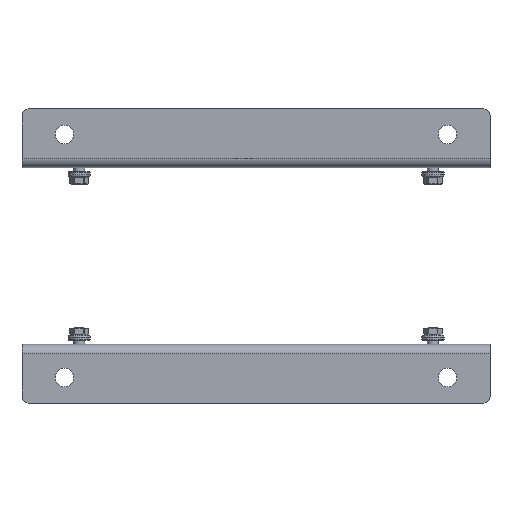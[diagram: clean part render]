
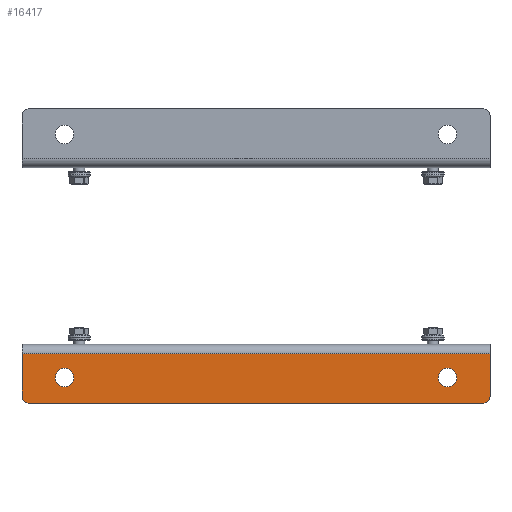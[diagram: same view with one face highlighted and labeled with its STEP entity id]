
A CAD part, top view. The second image highlights one B-rep face of the part: STEP entity #16417.
In plain terms, the highlighted planar face has unit normal (0, 0, 1).
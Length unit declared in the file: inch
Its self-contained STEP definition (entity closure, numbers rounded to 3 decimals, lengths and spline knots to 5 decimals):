
#117 = CARTESIAN_POINT ( 'NONE',  ( 0., -1.81324, -1.68976 ) ) ;
#210 = DIRECTION ( 'NONE',  ( -1., 0., 0. ) ) ;
#577 = ORIENTED_EDGE ( 'NONE', *, *, #2394, .F. ) ;
#643 = VERTEX_POINT ( 'NONE', #10372 ) ;
#732 = CARTESIAN_POINT ( 'NONE',  ( 1.7525, -0.93824, -1.68976 ) ) ;
#1394 = ORIENTED_EDGE ( 'NONE', *, *, #2870, .F. ) ;
#1537 = VECTOR ( 'NONE', #21343, 39.37008 ) ;
#2394 = EDGE_CURVE ( 'NONE', #19883, #13198, #13448, .T. ) ;
#2481 = LINE ( 'NONE', #4228, #16789 ) ;
#2754 = DIRECTION ( 'NONE',  ( -1., 0., 0. ) ) ;
#2870 = EDGE_CURVE ( 'NONE', #18779, #643, #14146, .T. ) ;
#4205 = ORIENTED_EDGE ( 'NONE', *, *, #13942, .F. ) ;
#4228 = CARTESIAN_POINT ( 'NONE',  ( 0., -1.81324, -1.68976 ) ) ;
#4575 = EDGE_CURVE ( 'NONE', #643, #5440, #2481, .T. ) ;
#5151 = ORIENTED_EDGE ( 'NONE', *, *, #7914, .F. ) ;
#5440 = VERTEX_POINT ( 'NONE', #16699 ) ;
#5976 = AXIS2_PLACEMENT_3D ( 'NONE', #15313, #21062, #210 ) ;
#6758 = VECTOR ( 'NONE', #6901, 39.37008 ) ;
#6839 = EDGE_CURVE ( 'NONE', #5440, #19883, #16291, .T. ) ;
#6901 = DIRECTION ( 'NONE',  ( 1., 0., 0. ) ) ;
#7033 = ORIENTED_EDGE ( 'NONE', *, *, #6839, .F. ) ;
#7914 = EDGE_CURVE ( 'NONE', #11944, #11944, #17369, .T. ) ;
#9419 = CARTESIAN_POINT ( 'NONE',  ( 0., -0.13, -1.68976 ) ) ;
#9757 = AXIS2_PLACEMENT_3D ( 'NONE', #14042, #23445, #15692 ) ;
#9813 = DIRECTION ( 'NONE',  ( 0., 1., 0. ) ) ;
#10000 = CARTESIAN_POINT ( 'NONE',  ( 0., -0.13, -1.68976 ) ) ;
#10372 = CARTESIAN_POINT ( 'NONE',  ( 15.625, -1.81324, -1.68976 ) ) ;
#10543 = AXIS2_PLACEMENT_3D ( 'NONE', #23382, #23842, #2754 ) ;
#10967 = CARTESIAN_POINT ( 'NONE',  ( 1.44, -0.93824, -1.68976 ) ) ;
#11309 = LINE ( 'NONE', #9419, #6758 ) ;
#11481 = AXIS2_PLACEMENT_3D ( 'NONE', #18397, #22405, #24291 ) ;
#11585 = CARTESIAN_POINT ( 'NONE',  ( 15.875, -1.81324, -1.68976 ) ) ;
#11834 = LINE ( 'NONE', #11585, #1537 ) ;
#11836 = EDGE_LOOP ( 'NONE', ( #4205 ) ) ;
#11944 = VERTEX_POINT ( 'NONE', #14643 ) ;
#13198 = VERTEX_POINT ( 'NONE', #10000 ) ;
#13395 = VECTOR ( 'NONE', #9813, 39.37008 ) ;
#13448 = LINE ( 'NONE', #117, #13395 ) ;
#13942 = EDGE_CURVE ( 'NONE', #21449, #21449, #19293, .T. ) ;
#14042 = CARTESIAN_POINT ( 'NONE',  ( 14.435, -0.93824, -1.68976 ) ) ;
#14146 = CIRCLE ( 'NONE', #10543, 0.25 ) ;
#14639 = ORIENTED_EDGE ( 'NONE', *, *, #21008, .F. ) ;
#14643 = CARTESIAN_POINT ( 'NONE',  ( 14.7475, -0.93824, -1.68976 ) ) ;
#15313 = CARTESIAN_POINT ( 'NONE',  ( 0., -1.81324, -1.68976 ) ) ;
#15517 = VERTEX_POINT ( 'NONE', #17314 ) ;
#15664 = ORIENTED_EDGE ( 'NONE', *, *, #4575, .F. ) ;
#15692 = DIRECTION ( 'NONE',  ( 1., 0., 0. ) ) ;
#16174 = DIRECTION ( 'NONE',  ( -1., 0., 0. ) ) ;
#16291 = CIRCLE ( 'NONE', #11481, 0.25 ) ;
#16417 = ADVANCED_FACE ( 'NONE', ( #17317, #17197, #18940 ), #24850, .F. ) ;
#16699 = CARTESIAN_POINT ( 'NONE',  ( 0.25, -1.81324, -1.68976 ) ) ;
#16789 = VECTOR ( 'NONE', #16174, 39.37008 ) ;
#16884 = DIRECTION ( 'NONE',  ( 0., 0., 1. ) ) ;
#17197 = FACE_BOUND ( 'NONE', #22881, .T. ) ;
#17314 = CARTESIAN_POINT ( 'NONE',  ( 15.875, -0.13, -1.68976 ) ) ;
#17317 = FACE_BOUND ( 'NONE', #11836, .T. ) ;
#17369 = CIRCLE ( 'NONE', #9757, 0.3125 ) ;
#18397 = CARTESIAN_POINT ( 'NONE',  ( 0.25, -1.56324, -1.68976 ) ) ;
#18779 = VERTEX_POINT ( 'NONE', #24829 ) ;
#18940 = FACE_OUTER_BOUND ( 'NONE', #24554, .T. ) ;
#19293 = CIRCLE ( 'NONE', #22485, 0.3125 ) ;
#19883 = VERTEX_POINT ( 'NONE', #20535 ) ;
#20254 = DIRECTION ( 'NONE',  ( 1., 0., 0. ) ) ;
#20535 = CARTESIAN_POINT ( 'NONE',  ( 0., -1.56324, -1.68976 ) ) ;
#21008 = EDGE_CURVE ( 'NONE', #15517, #18779, #11834, .T. ) ;
#21062 = DIRECTION ( 'NONE',  ( 0., 0., -1. ) ) ;
#21343 = DIRECTION ( 'NONE',  ( 0., -1., 0. ) ) ;
#21396 = EDGE_CURVE ( 'NONE', #13198, #15517, #11309, .T. ) ;
#21449 = VERTEX_POINT ( 'NONE', #732 ) ;
#22405 = DIRECTION ( 'NONE',  ( 0., 0., -1. ) ) ;
#22485 = AXIS2_PLACEMENT_3D ( 'NONE', #10967, #16884, #20254 ) ;
#22881 = EDGE_LOOP ( 'NONE', ( #5151 ) ) ;
#23382 = CARTESIAN_POINT ( 'NONE',  ( 15.625, -1.56324, -1.68976 ) ) ;
#23445 = DIRECTION ( 'NONE',  ( 0., 0., 1. ) ) ;
#23842 = DIRECTION ( 'NONE',  ( 0., 0., -1. ) ) ;
#24122 = ORIENTED_EDGE ( 'NONE', *, *, #21396, .F. ) ;
#24291 = DIRECTION ( 'NONE',  ( -1., 0., 0. ) ) ;
#24554 = EDGE_LOOP ( 'NONE', ( #7033, #15664, #1394, #14639, #24122, #577 ) ) ;
#24829 = CARTESIAN_POINT ( 'NONE',  ( 15.875, -1.56324, -1.68976 ) ) ;
#24850 = PLANE ( 'NONE',  #5976 ) ;
